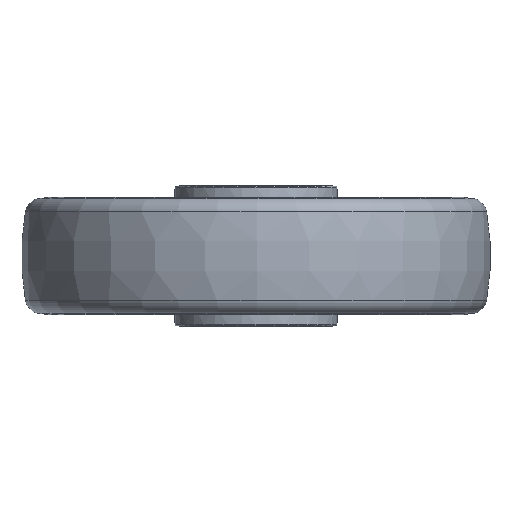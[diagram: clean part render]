
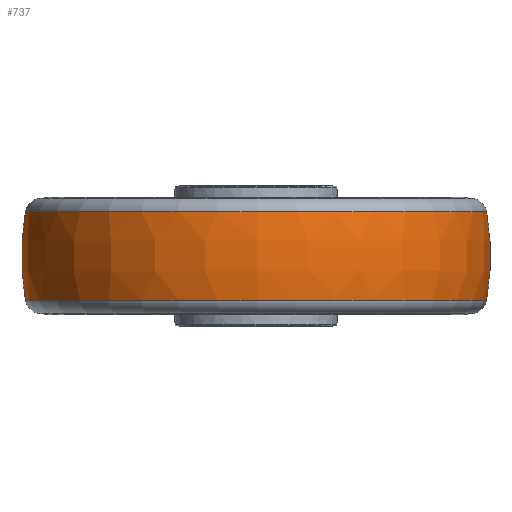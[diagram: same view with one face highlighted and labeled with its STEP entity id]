
A CAD part, front view. The second image highlights one B-rep face of the part: STEP entity #737.
In plain terms, the highlighted toroidal (fillet/blend) face has major radius 10 mm and minor radius 110 mm.
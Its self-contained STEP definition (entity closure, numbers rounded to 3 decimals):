
#21 = ORIENTED_EDGE ( 'NONE', *, *, #1645, .F. ) ;
#111 = DIRECTION ( 'NONE',  ( 1., 0.004, 0. ) ) ;
#196 = CARTESIAN_POINT ( 'NONE',  ( 597.221, 68.614, -18.854 ) ) ;
#236 = EDGE_LOOP ( 'NONE', ( #21, #368, #922, #2260 ) ) ;
#274 = CARTESIAN_POINT ( 'NONE',  ( 695.592, 69.051, -18.854 ) ) ;
#297 = DIRECTION ( 'NONE',  ( 0.004, -1., 0. ) ) ;
#339 = VERTEX_POINT ( 'NONE', #1895 ) ;
#368 = ORIENTED_EDGE ( 'NONE', *, *, #3129, .T. ) ;
#370 = AXIS2_PLACEMENT_3D ( 'NONE', #196, #1945, #447 ) ;
#383 = AXIS2_PLACEMENT_3D ( 'NONE', #2019, #297, #2031 ) ;
#392 = DIRECTION ( 'NONE',  ( -0.004, 1., 0. ) ) ;
#447 = DIRECTION ( 'NONE',  ( 1., 0.004, 0. ) ) ;
#491 = DIRECTION ( 'NONE',  ( 1., 0.004, 0. ) ) ;
#708 = FACE_OUTER_BOUND ( 'NONE', #236, .T. ) ;
#737 = ADVANCED_FACE ( 'NONE', ( #708 ), #3041, .T. ) ;
#759 = CIRCLE ( 'NONE', #912, 98.372 ) ;
#789 = AXIS2_PLACEMENT_3D ( 'NONE', #1776, #1339, #491 ) ;
#800 = EDGE_CURVE ( 'NONE', #1228, #1387, #2205, .T. ) ;
#912 = AXIS2_PLACEMENT_3D ( 'NONE', #3091, #1618, #111 ) ;
#922 = ORIENTED_EDGE ( 'NONE', *, *, #800, .T. ) ;
#963 = AXIS2_PLACEMENT_3D ( 'NONE', #1891, #392, #2142 ) ;
#1228 = VERTEX_POINT ( 'NONE', #274 ) ;
#1339 = DIRECTION ( 'NONE',  ( 0., 0., 1. ) ) ;
#1340 = CARTESIAN_POINT ( 'NONE',  ( 695.592, 69.051, 18.854 ) ) ;
#1362 = CARTESIAN_POINT ( 'NONE',  ( 498.849, 68.177, -18.854 ) ) ;
#1387 = VERTEX_POINT ( 'NONE', #1340 ) ;
#1595 = VERTEX_POINT ( 'NONE', #1362 ) ;
#1618 = DIRECTION ( 'NONE',  ( 0., 0., 1. ) ) ;
#1645 = EDGE_CURVE ( 'NONE', #1595, #339, #3102, .T. ) ;
#1776 = CARTESIAN_POINT ( 'NONE',  ( 597.221, 68.614, 0. ) ) ;
#1867 = CIRCLE ( 'NONE', #370, 98.372 ) ;
#1891 = CARTESIAN_POINT ( 'NONE',  ( 607.221, 68.658, 0. ) ) ;
#1895 = CARTESIAN_POINT ( 'NONE',  ( 498.849, 68.177, 18.854 ) ) ;
#1945 = DIRECTION ( 'NONE',  ( 0., 0., 1. ) ) ;
#2019 = CARTESIAN_POINT ( 'NONE',  ( 587.221, 68.57, 0. ) ) ;
#2031 = DIRECTION ( 'NONE',  ( -1., -0.004, 0. ) ) ;
#2134 = EDGE_CURVE ( 'NONE', #339, #1387, #759, .T. ) ;
#2142 = DIRECTION ( 'NONE',  ( 1., 0.004, 0. ) ) ;
#2205 = CIRCLE ( 'NONE', #383, 110. ) ;
#2260 = ORIENTED_EDGE ( 'NONE', *, *, #2134, .F. ) ;
#3041 = TOROIDAL_SURFACE ( 'NONE', #789, -10., 110. ) ;
#3091 = CARTESIAN_POINT ( 'NONE',  ( 597.221, 68.614, 18.854 ) ) ;
#3102 = CIRCLE ( 'NONE', #963, 110. ) ;
#3129 = EDGE_CURVE ( 'NONE', #1595, #1228, #1867, .T. ) ;
